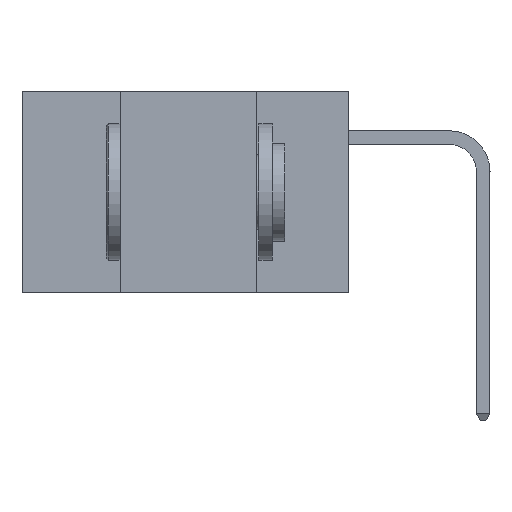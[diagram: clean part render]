
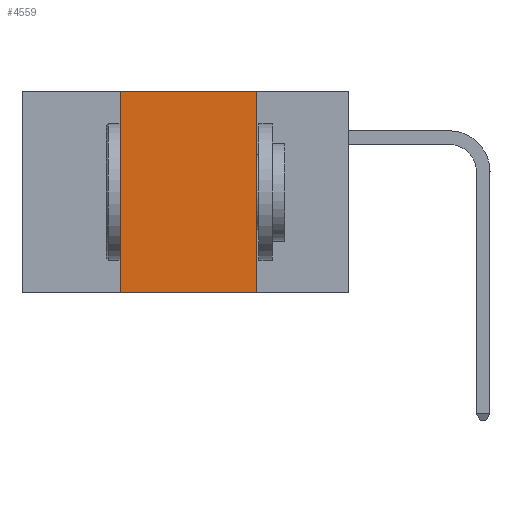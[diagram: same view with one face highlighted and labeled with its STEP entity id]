
A CAD part, left-side view. The second image highlights one B-rep face of the part: STEP entity #4559.
In plain terms, the highlighted planar face has unit normal (-1, 0, 0).
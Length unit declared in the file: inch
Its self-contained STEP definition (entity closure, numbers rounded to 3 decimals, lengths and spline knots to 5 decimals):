
#2191 = CARTESIAN_POINT ( 'NONE',  ( 0., 0.17, 0. ) ) ;
#4002 = LINE ( 'NONE', #4654, #10875 ) ;
#4559 = ADVANCED_FACE ( 'NONE', ( #27138 ), #10256, .F. ) ;
#4654 = CARTESIAN_POINT ( 'NONE',  ( 0., 0.6, -0.37 ) ) ;
#5826 = VERTEX_POINT ( 'NONE', #25776 ) ;
#6748 = LINE ( 'NONE', #25415, #35921 ) ;
#8061 = CARTESIAN_POINT ( 'NONE',  ( 0., 0.42, 0. ) ) ;
#8371 = DIRECTION ( 'NONE',  ( 0., -1., 0. ) ) ;
#8877 = EDGE_CURVE ( 'NONE', #10856, #28215, #6748, .T. ) ;
#10103 = DIRECTION ( 'NONE',  ( 0., 0., -1. ) ) ;
#10135 = DIRECTION ( 'NONE',  ( 1., 0., 0. ) ) ;
#10220 = CARTESIAN_POINT ( 'NONE',  ( 0., 0.6, 0. ) ) ;
#10256 = PLANE ( 'NONE',  #18062 ) ;
#10856 = VERTEX_POINT ( 'NONE', #31736 ) ;
#10875 = VECTOR ( 'NONE', #27629, 39.37008 ) ;
#11015 = DIRECTION ( 'NONE',  ( 0., 0., 1. ) ) ;
#13208 = LINE ( 'NONE', #2191, #28178 ) ;
#13694 = CARTESIAN_POINT ( 'NONE',  ( 0., 0.17, 0. ) ) ;
#13979 = EDGE_LOOP ( 'NONE', ( #27822, #28751, #29201, #29603 ) ) ;
#18062 = AXIS2_PLACEMENT_3D ( 'NONE', #10220, #10135, #10103 ) ;
#22007 = EDGE_CURVE ( 'NONE', #25444, #5826, #4002, .T. ) ;
#22416 = DIRECTION ( 'NONE',  ( 0., 0., -1. ) ) ;
#25415 = CARTESIAN_POINT ( 'NONE',  ( 0., 0.6, 0. ) ) ;
#25444 = VERTEX_POINT ( 'NONE', #26766 ) ;
#25744 = EDGE_CURVE ( 'NONE', #25444, #10856, #34834, .T. ) ;
#25776 = CARTESIAN_POINT ( 'NONE',  ( 0., 0.17, -0.37 ) ) ;
#26766 = CARTESIAN_POINT ( 'NONE',  ( 0., 0.42, -0.37 ) ) ;
#27138 = FACE_OUTER_BOUND ( 'NONE', #13979, .T. ) ;
#27447 = VECTOR ( 'NONE', #11015, 39.37008 ) ;
#27617 = EDGE_CURVE ( 'NONE', #28215, #5826, #13208, .T. ) ;
#27629 = DIRECTION ( 'NONE',  ( 0., -1., 0. ) ) ;
#27822 = ORIENTED_EDGE ( 'NONE', *, *, #27617, .F. ) ;
#28178 = VECTOR ( 'NONE', #22416, 39.37008 ) ;
#28215 = VERTEX_POINT ( 'NONE', #13694 ) ;
#28751 = ORIENTED_EDGE ( 'NONE', *, *, #8877, .F. ) ;
#29201 = ORIENTED_EDGE ( 'NONE', *, *, #25744, .F. ) ;
#29603 = ORIENTED_EDGE ( 'NONE', *, *, #22007, .T. ) ;
#31736 = CARTESIAN_POINT ( 'NONE',  ( 0., 0.42, 0. ) ) ;
#34834 = LINE ( 'NONE', #8061, #27447 ) ;
#35921 = VECTOR ( 'NONE', #8371, 39.37008 ) ;
